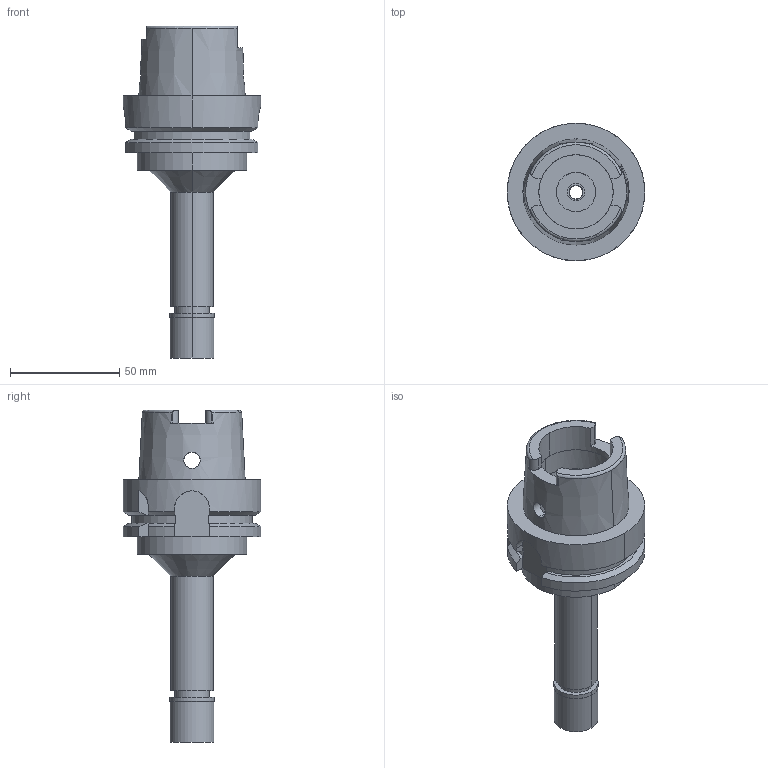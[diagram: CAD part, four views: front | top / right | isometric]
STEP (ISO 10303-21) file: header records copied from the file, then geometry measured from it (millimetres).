
FILE_DESCRIPTION((''),'2;1');
FILE_NAME('HA63MN06120-060_ASM','2017-10-31T',('ykawabe'),(''),'CREO PARAMETRIC BY PTC INC, 2016380','CREO PARAMETRIC BY PTC INC, 2016380','');
FILE_SCHEMA(('AUTOMOTIVE_DESIGN { 1 0 10303 214 1 1 1 1 }'));
Length unit declared in the file: millimetre
Products named in the file (5): HSK-A63-MEGA6N-120_1; NBC6-6_1; MGN6_1; DXF_TEMP_ASSY_ASM_4_ASM; HA63MN06120-060_ASM
Assembly tree (4 placements, depth 3):
  HA63MN06120-060_ASM
    DXF_TEMP_ASSY_ASM_4_ASM
      HSK-A63-MEGA6N-120_1
      NBC6-6_1
      MGN6_1
Bounding box: 63 x 63 x 152 mm (x, y, z)
Volume: 123427.8 mm3; surface area: 33222.5 mm2
Topology: 3 solids, 3 shells, 142 faces, 361 edges, 239 vertices
Faces by surface type: cylinder 63, plane 53, cone 22, torus 4
Entity records: 6515 total; most frequent: CARTESIAN_POINT 1070, DIRECTION 820, ORIENTED_EDGE 722, PRESENTATION_STYLE_ASSIGNMENT 369, STYLED_ITEM 369, CURVE_STYLE 366, EDGE_CURVE 361, AXIS2_PLACEMENT_3D 334
